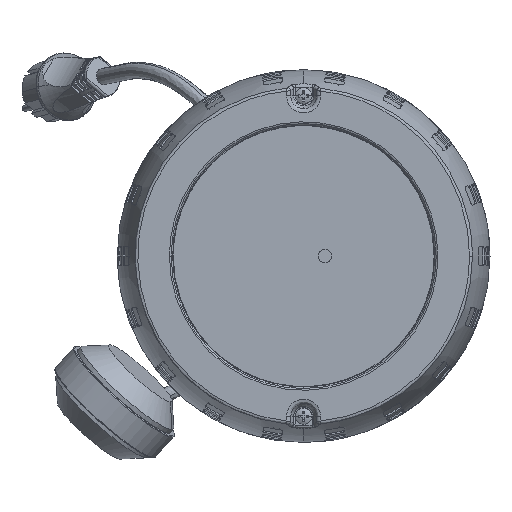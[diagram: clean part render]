
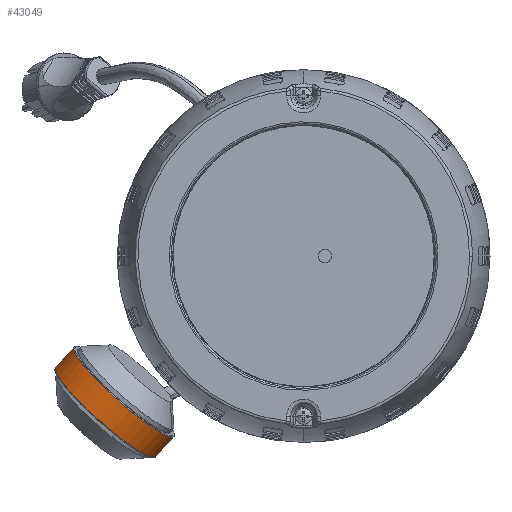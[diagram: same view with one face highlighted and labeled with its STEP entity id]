
A CAD part, front view. The second image highlights one B-rep face of the part: STEP entity #43049.
In plain terms, the highlighted cylindrical face has radius 40.999 mm (diameter 81.997 mm), a partial arc.
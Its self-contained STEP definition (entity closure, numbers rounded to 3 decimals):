
#157 = VERTEX_POINT ( 'NONE', #28068 ) ;
#442 = CARTESIAN_POINT ( 'NONE',  ( -111.493, 76.151, -122.874 ) ) ;
#1985 = AXIS2_PLACEMENT_3D ( 'NONE', #100551, #24897, #63310 ) ;
#8376 = CARTESIAN_POINT ( 'NONE',  ( -173.008, 71.248, -68.942 ) ) ;
#8808 = CARTESIAN_POINT ( 'NONE',  ( -106.445, 53.237, -109.09 ) ) ;
#8982 = CARTESIAN_POINT ( 'NONE',  ( -172.798, 74.649, -68.42 ) ) ;
#9407 = CARTESIAN_POINT ( 'NONE',  ( -160.217, 55.587, -60.563 ) ) ;
#10609 = CARTESIAN_POINT ( 'NONE',  ( -156.684, 46.768, -65.558 ) ) ;
#16330 = CARTESIAN_POINT ( 'NONE',  ( -114.79, 61.962, -122.885 ) ) ;
#16930 = CARTESIAN_POINT ( 'NONE',  ( -170.623, 55.485, -74.358 ) ) ;
#17178 = EDGE_CURVE ( 'NONE', #116158, #113980, #118117, .T. ) ;
#17356 = CARTESIAN_POINT ( 'NONE',  ( -154.242, 43.018, -68.521 ) ) ;
#17948 = CARTESIAN_POINT ( 'NONE',  ( -161.726, 70.888, -56.026 ) ) ;
#18557 = CARTESIAN_POINT ( 'NONE',  ( -110.614, 46.768, -106.714 ) ) ;
#18726 = VECTOR ( 'NONE', #79294, 1000. ) ;
#19153 = CARTESIAN_POINT ( 'NONE',  ( -115.562, 41.328, -103.428 ) ) ;
#19756 = CARTESIAN_POINT ( 'NONE',  ( -102.367, 63.035, -110.69 ) ) ;
#24897 = DIRECTION ( 'NONE',  ( 0.658, -0.154, 0.737 ) ) ;
#25560 = CARTESIAN_POINT ( 'NONE',  ( -172.972, 76.227, -68.614 ) ) ;
#26062 = CARTESIAN_POINT ( 'NONE',  ( -130.749, 40.689, -113.063 ) ) ;
#26491 = CARTESIAN_POINT ( 'NONE',  ( -157.746, 48.828, -64.18 ) ) ;
#26980 = EDGE_CURVE ( 'NONE', #65944, #116158, #91220, .T. ) ;
#27264 = CARTESIAN_POINT ( 'NONE',  ( -172.825, 66.019, -70.195 ) ) ;
#27692 = CARTESIAN_POINT ( 'NONE',  ( -137.073, 33.027, -85.941 ) ) ;
#27856 = CARTESIAN_POINT ( 'NONE',  ( -147.876, 35.56, -98.832 ) ) ;
#28068 = CARTESIAN_POINT ( 'NONE',  ( -172.643, 76.151, -68.246 ) ) ;
#28285 = CARTESIAN_POINT ( 'NONE',  ( -148.197, 37.126, -75.149 ) ) ;
#35214 = CARTESIAN_POINT ( 'NONE',  ( -163.21, 42.958, -83.591 ) ) ;
#35798 = CARTESIAN_POINT ( 'NONE',  ( -123.189, 47.601, -118.375 ) ) ;
#36286 = ORIENTED_EDGE ( 'NONE', *, *, #102414, .F. ) ;
#36403 = CARTESIAN_POINT ( 'NONE',  ( -152.084, 36.26, -94.926 ) ) ;
#36432 = FACE_OUTER_BOUND ( 'NONE', #102362, .T. ) ;
#37612 = CARTESIAN_POINT ( 'NONE',  ( -126.818, 43.825, -115.92 ) ) ;
#42751 = B_SPLINE_CURVE_WITH_KNOTS ( 'NONE', 3,
 ( #442, #44977, #82218, #73632, #16330, #119457, #90749, #35798, #37612, #26062, #54734, #93166, #100525, #27856, #36403, #63881, #55330, #35214, #92557, #112102, #16930, #102318, #27264, #8376, #8982, #45565 ),
 .UNSPECIFIED., .F., .F.,
 ( 4, 1, 1, 1, 1, 1, 1, 1, 1, 1, 1, 1, 1, 1, 1, 1, 1, 1, 1, 1, 1, 1, 1, 4 ),
 ( 0.263, 0.28, 0.311, 0.342, 0.374, 0.405, 0.436, 0.468, 0.499, 0.53, 0.561, 0.593, 0.624, 0.655, 0.687, 0.718, 0.749, 0.781, 0.812, 0.843, 0.875, 0.906, 0.937, 0.962 ),
 .UNSPECIFIED. ) ;
#43049 = ADVANCED_FACE ( 'NONE', ( #36432 ), #120075, .T. ) ;
#44977 = CARTESIAN_POINT ( 'NONE',  ( -111.598, 75.136, -122.991 ) ) ;
#45114 = ORIENTED_EDGE ( 'NONE', *, *, #26980, .T. ) ;
#45401 = CARTESIAN_POINT ( 'NONE',  ( -105.254, 55.587, -109.664 ) ) ;
#45565 = CARTESIAN_POINT ( 'NONE',  ( -172.643, 76.151, -68.246 ) ) ;
#45994 = CARTESIAN_POINT ( 'NONE',  ( -121.098, 37.126, -99.358 ) ) ;
#47805 = CARTESIAN_POINT ( 'NONE',  ( -139.047, 33.289, -84.123 ) ) ;
#49064 = ORIENTED_EDGE ( 'NONE', *, *, #74952, .F. ) ;
#50616 = LINE ( 'NONE', #25560, #18726 ) ;
#54569 = CARTESIAN_POINT ( 'NONE',  ( -127.01, 34.323, -94.66 ) ) ;
#54734 = CARTESIAN_POINT ( 'NONE',  ( -134.903, 38.253, -109.859 ) ) ;
#55158 = CARTESIAN_POINT ( 'NONE',  ( -109.125, 48.828, -107.615 ) ) ;
#55330 = CARTESIAN_POINT ( 'NONE',  ( -159.828, 39.995, -87.23 ) ) ;
#55768 = CARTESIAN_POINT ( 'NONE',  ( -103.215, 60.486, -110.464 ) ) ;
#56583 = CARTESIAN_POINT ( 'NONE',  ( -111.493, 76.151, -122.874 ) ) ;
#56966 = CARTESIAN_POINT ( 'NONE',  ( -113.832, 43.018, -104.62 ) ) ;
#63310 = DIRECTION ( 'NONE',  ( 0.746, 0., -0.666 ) ) ;
#63881 = CARTESIAN_POINT ( 'NONE',  ( -156.095, 37.748, -91.033 ) ) ;
#64905 = CARTESIAN_POINT ( 'NONE',  ( -100.301, 73.539, -110.346 ) ) ;
#65439 = CARTESIAN_POINT ( 'NONE',  ( -100.301, 73.539, -110.346 ) ) ;
#65511 = CARTESIAN_POINT ( 'NONE',  ( -161.242, 60.486, -58.627 ) ) ;
#65944 = VERTEX_POINT ( 'NONE', #56583 ) ;
#66112 = CARTESIAN_POINT ( 'NONE',  ( -133.071, 33.027, -89.516 ) ) ;
#72315 = DIRECTION ( 'NONE',  ( 0.658, -0.154, 0.737 ) ) ;
#73632 = CARTESIAN_POINT ( 'NONE',  ( -113.005, 67.445, -123.337 ) ) ;
#74952 = EDGE_CURVE ( 'NONE', #157, #113980, #50616, .T. ) ;
#79294 = DIRECTION ( 'NONE',  ( 0.658, -0.154, 0.737 ) ) ;
#82218 = CARTESIAN_POINT ( 'NONE',  ( -111.982, 72.221, -123.255 ) ) ;
#82640 = CARTESIAN_POINT ( 'NONE',  ( -161.803, 68.237, -56.509 ) ) ;
#83246 = CARTESIAN_POINT ( 'NONE',  ( -100.576, 70.888, -110.654 ) ) ;
#85042 = CARTESIAN_POINT ( 'NONE',  ( -161.451, 73.539, -55.718 ) ) ;
#90749 = CARTESIAN_POINT ( 'NONE',  ( -119.933, 51.941, -120.379 ) ) ;
#91220 = LINE ( 'NONE', #113036, #111919 ) ;
#91781 = CARTESIAN_POINT ( 'NONE',  ( -144.709, 35.097, -78.688 ) ) ;
#92557 = CARTESIAN_POINT ( 'NONE',  ( -166.174, 46.576, -80.189 ) ) ;
#93166 = CARTESIAN_POINT ( 'NONE',  ( -139.2, 36.567, -106.373 ) ) ;
#93606 = CARTESIAN_POINT ( 'NONE',  ( -131.042, 33.289, -91.274 ) ) ;
#94199 = CARTESIAN_POINT ( 'NONE',  ( -152.863, 41.328, -70.105 ) ) ;
#100525 = CARTESIAN_POINT ( 'NONE',  ( -143.552, 35.663, -102.672 ) ) ;
#100551 = CARTESIAN_POINT ( 'NONE',  ( -142.397, 76.227, -95.928 ) ) ;
#100951 = CARTESIAN_POINT ( 'NONE',  ( -119.194, 38.382, -100.796 ) ) ;
#101550 = CARTESIAN_POINT ( 'NONE',  ( -161.561, 63.035, -57.81 ) ) ;
#102318 = CARTESIAN_POINT ( 'NONE',  ( -172.02, 60.598, -72.044 ) ) ;
#102362 = EDGE_LOOP ( 'NONE', ( #49064, #36286, #45114, #102666 ) ) ;
#102414 = EDGE_CURVE ( 'NONE', #65944, #157, #42751, .T. ) ;
#102666 = ORIENTED_EDGE ( 'NONE', *, *, #17178, .T. ) ;
#103360 = CARTESIAN_POINT ( 'NONE',  ( -159.513, 53.237, -61.682 ) ) ;
#110721 = CARTESIAN_POINT ( 'NONE',  ( -125.006, 35.097, -96.29 ) ) ;
#111919 = VECTOR ( 'NONE', #72315, 1000. ) ;
#111930 = CARTESIAN_POINT ( 'NONE',  ( -142.865, 34.323, -80.496 ) ) ;
#112102 = CARTESIAN_POINT ( 'NONE',  ( -168.661, 50.78, -77.091 ) ) ;
#112531 = CARTESIAN_POINT ( 'NONE',  ( -101.048, 68.237, -110.785 ) ) ;
#113036 = CARTESIAN_POINT ( 'NONE',  ( -111.822, 76.227, -123.242 ) ) ;
#113980 = VERTEX_POINT ( 'NONE', #118532 ) ;
#116158 = VERTEX_POINT ( 'NONE', #65439 ) ;
#118117 = B_SPLINE_CURVE_WITH_KNOTS ( 'NONE', 3,
 ( #64905, #83246, #112531, #19756, #55768, #45401, #8808, #55158, #18557, #56966, #19153, #100951, #45994, #110721, #54569, #93606, #66112, #27692, #47805, #111930, #91781, #28285, #120478, #94199, #17356, #10609, #26491, #103360, #9407, #65511, #101550, #82640, #17948, #85042 ),
 .UNSPECIFIED., .F., .F.,
 ( 4, 2, 2, 2, 2, 2, 2, 2, 2, 2, 2, 2, 2, 2, 2, 2, 4 ),
 ( 0.263, 0.307, 0.35, 0.394, 0.438, 0.481, 0.525, 0.569, 0.612, 0.656, 0.7, 0.744, 0.787, 0.831, 0.875, 0.918, 0.962 ),
 .UNSPECIFIED. ) ;
#118532 = CARTESIAN_POINT ( 'NONE',  ( -161.451, 73.539, -55.718 ) ) ;
#119457 = CARTESIAN_POINT ( 'NONE',  ( -117.115, 56.76, -121.892 ) ) ;
#120075 = CYLINDRICAL_SURFACE ( 'NONE', #1985, 40.999 ) ;
#120478 = CARTESIAN_POINT ( 'NONE',  ( -149.84, 38.382, -73.42 ) ) ;
